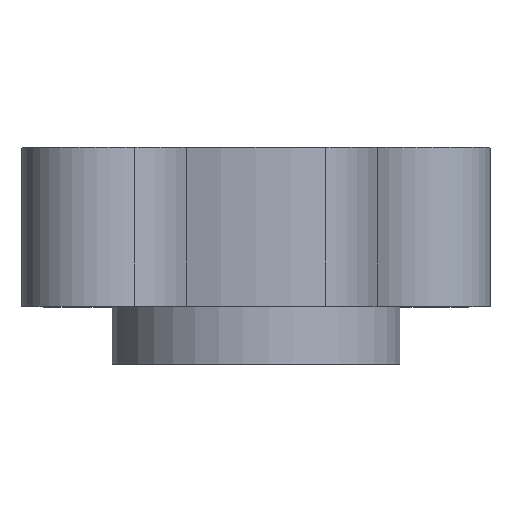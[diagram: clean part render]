
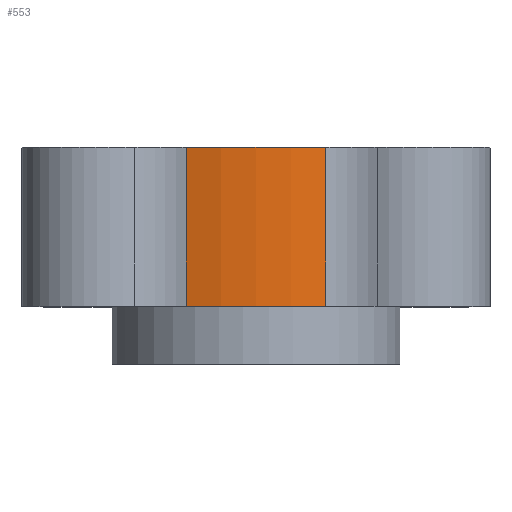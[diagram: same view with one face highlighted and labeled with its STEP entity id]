
A CAD part, top view. The second image highlights one B-rep face of the part: STEP entity #553.
In plain terms, the highlighted cylindrical face has radius 10.16 mm (diameter 20.32 mm), a partial arc.
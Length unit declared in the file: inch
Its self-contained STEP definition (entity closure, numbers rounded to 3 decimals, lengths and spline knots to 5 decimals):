
#553 = ADVANCED_FACE ( 'NONE', ( #11685 ), #9872, .T. ) ;
#614 = ORIENTED_EDGE ( 'NONE', *, *, #4251, .T. ) ;
#2365 = CARTESIAN_POINT ( 'NONE',  ( 0.12095, 0.375, 0.38128 ) ) ;
#2455 = VECTOR ( 'NONE', #17693, 39.37008 ) ;
#2514 = DIRECTION ( 'NONE',  ( 0., 1., 0. ) ) ;
#2571 = CARTESIAN_POINT ( 'NONE',  ( 0., 0.1, 0. ) ) ;
#3094 = LINE ( 'NONE', #4377, #5364 ) ;
#4122 = EDGE_CURVE ( 'NONE', #11980, #11516, #9514, .T. ) ;
#4210 = CARTESIAN_POINT ( 'NONE',  ( -0.12095, 0.375, 0.38128 ) ) ;
#4251 = EDGE_CURVE ( 'NONE', #18629, #11980, #18438, .T. ) ;
#4346 = CARTESIAN_POINT ( 'NONE',  ( -0.12095, 0.375, 0.38128 ) ) ;
#4377 = CARTESIAN_POINT ( 'NONE',  ( 0.12095, 0.375, 0.38128 ) ) ;
#5254 = CARTESIAN_POINT ( 'NONE',  ( 0.12095, 0.1, 0.38128 ) ) ;
#5364 = VECTOR ( 'NONE', #18557, 39.37008 ) ;
#7635 = DIRECTION ( 'NONE',  ( 0., -1., 0. ) ) ;
#7637 = DIRECTION ( 'NONE',  ( 0., 1., 0. ) ) ;
#8426 = ORIENTED_EDGE ( 'NONE', *, *, #12382, .F. ) ;
#8720 = CARTESIAN_POINT ( 'NONE',  ( 0., 0.375, 0. ) ) ;
#8995 = CARTESIAN_POINT ( 'NONE',  ( -0.12095, 0.1, 0.38128 ) ) ;
#9303 = DIRECTION ( 'NONE',  ( 0., 0., 1. ) ) ;
#9514 = CIRCLE ( 'NONE', #12136, 0.4 ) ;
#9611 = DIRECTION ( 'NONE',  ( 0., 0., -1. ) ) ;
#9872 = CYLINDRICAL_SURFACE ( 'NONE', #14897, 0.4 ) ;
#10004 = DIRECTION ( 'NONE',  ( 0., 0., 1. ) ) ;
#10032 = CIRCLE ( 'NONE', #12191, 0.4 ) ;
#11516 = VERTEX_POINT ( 'NONE', #5254 ) ;
#11685 = FACE_OUTER_BOUND ( 'NONE', #16721, .T. ) ;
#11980 = VERTEX_POINT ( 'NONE', #8995 ) ;
#12136 = AXIS2_PLACEMENT_3D ( 'NONE', #2571, #2514, #10004 ) ;
#12191 = AXIS2_PLACEMENT_3D ( 'NONE', #15005, #7637, #9303 ) ;
#12382 = EDGE_CURVE ( 'NONE', #18629, #14155, #10032, .T. ) ;
#14155 = VERTEX_POINT ( 'NONE', #2365 ) ;
#14638 = ORIENTED_EDGE ( 'NONE', *, *, #4122, .T. ) ;
#14897 = AXIS2_PLACEMENT_3D ( 'NONE', #8720, #7635, #9611 ) ;
#15005 = CARTESIAN_POINT ( 'NONE',  ( 0., 0.375, 0. ) ) ;
#15980 = EDGE_CURVE ( 'NONE', #11516, #14155, #3094, .T. ) ;
#16721 = EDGE_LOOP ( 'NONE', ( #8426, #614, #14638, #18964 ) ) ;
#17693 = DIRECTION ( 'NONE',  ( 0., -1., 0. ) ) ;
#18438 = LINE ( 'NONE', #4346, #2455 ) ;
#18557 = DIRECTION ( 'NONE',  ( 0., 1., 0. ) ) ;
#18629 = VERTEX_POINT ( 'NONE', #4210 ) ;
#18964 = ORIENTED_EDGE ( 'NONE', *, *, #15980, .T. ) ;
